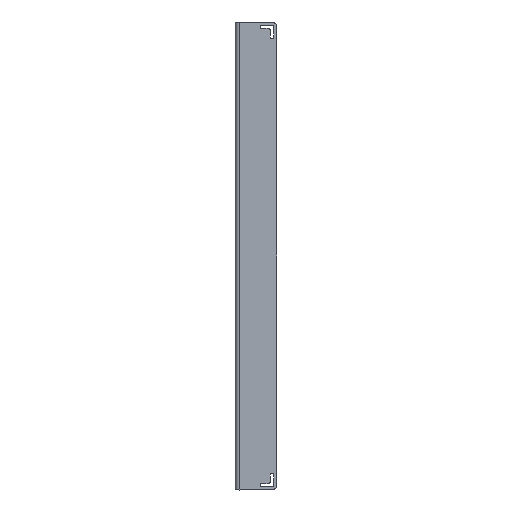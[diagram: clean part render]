
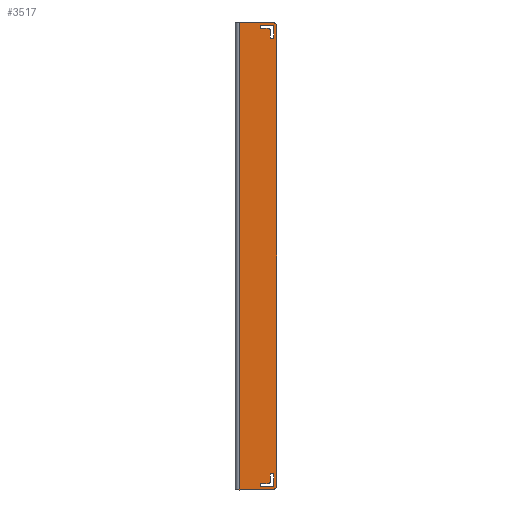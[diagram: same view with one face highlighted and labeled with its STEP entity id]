
A CAD part, left-side view. The second image highlights one B-rep face of the part: STEP entity #3517.
In plain terms, the highlighted planar face has unit normal (-1, 0, 0).
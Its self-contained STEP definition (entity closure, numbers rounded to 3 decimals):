
#68=FACE_BOUND($,#520,.T.);
#69=FACE_BOUND($,#521,.T.);
#147=PLANE($,#3850);
#293=FACE_OUTER_BOUND($,#519,.T.);
#519=EDGE_LOOP($,(#3076,#3077,#3078,#3079,#3080,#3081));
#520=EDGE_LOOP($,(#3082,#3083,#3084,#3085,#3086,#3087,#3088,#3089));
#521=EDGE_LOOP($,(#3090,#3091,#3092,#3093,#3094,#3095,#3096,#3097));
#818=LINE($,#5788,#1146);
#824=LINE($,#5802,#1152);
#839=LINE($,#5856,#1167);
#849=LINE($,#5900,#1177);
#850=LINE($,#5903,#1178);
#851=LINE($,#5907,#1179);
#852=LINE($,#5911,#1180);
#853=LINE($,#5915,#1181);
#854=LINE($,#5919,#1182);
#855=LINE($,#5923,#1183);
#856=LINE($,#5927,#1184);
#857=LINE($,#5931,#1185);
#1146=VECTOR($,#4664,145.66);
#1152=VECTOR($,#4674,10.39);
#1167=VECTOR($,#4721,148.8);
#1177=VECTOR($,#4761,10.39);
#1178=VECTOR($,#4762,3.3);
#1179=VECTOR($,#4765,3.3);
#1180=VECTOR($,#4768,2.1);
#1181=VECTOR($,#4771,2.1);
#1182=VECTOR($,#4774,3.3);
#1183=VECTOR($,#4777,2.1);
#1184=VECTOR($,#4780,2.1);
#1185=VECTOR($,#4783,3.3);
#1367=CIRCLE($,#3823,1.57);
#1390=CIRCLE($,#3851,1.57);
#1391=CIRCLE($,#3852,0.5);
#1392=CIRCLE($,#3853,0.5);
#1393=CIRCLE($,#3854,0.7);
#1394=CIRCLE($,#3855,0.5);
#1395=CIRCLE($,#3856,0.5);
#1396=CIRCLE($,#3857,0.7);
#1397=CIRCLE($,#3858,0.5);
#1398=CIRCLE($,#3859,0.5);
#1676=VERTEX_POINT($,#5782);
#1678=VERTEX_POINT($,#5786);
#1683=VERTEX_POINT($,#5799);
#1684=VERTEX_POINT($,#5801);
#1707=VERTEX_POINT($,#5855);
#1726=VERTEX_POINT($,#5898);
#1727=VERTEX_POINT($,#5901);
#1728=VERTEX_POINT($,#5902);
#1729=VERTEX_POINT($,#5904);
#1730=VERTEX_POINT($,#5906);
#1731=VERTEX_POINT($,#5908);
#1732=VERTEX_POINT($,#5910);
#1733=VERTEX_POINT($,#5912);
#1734=VERTEX_POINT($,#5914);
#1735=VERTEX_POINT($,#5917);
#1736=VERTEX_POINT($,#5918);
#1737=VERTEX_POINT($,#5920);
#1738=VERTEX_POINT($,#5922);
#1739=VERTEX_POINT($,#5924);
#1740=VERTEX_POINT($,#5926);
#1741=VERTEX_POINT($,#5928);
#1742=VERTEX_POINT($,#5930);
#2142=EDGE_CURVE($,#1678,#1676,#818,.T.);
#2149=EDGE_CURVE($,#1683,#1684,#824,.T.);
#2151=EDGE_CURVE($,#1683,#1676,#1367,.T.);
#2176=EDGE_CURVE($,#1707,#1684,#839,.T.);
#2198=EDGE_CURVE($,#1726,#1678,#1390,.T.);
#2199=EDGE_CURVE($,#1707,#1726,#849,.T.);
#2200=EDGE_CURVE($,#1727,#1728,#850,.T.);
#2201=EDGE_CURVE($,#1729,#1727,#1391,.T.);
#2202=EDGE_CURVE($,#1730,#1729,#851,.T.);
#2203=EDGE_CURVE($,#1731,#1730,#1392,.T.);
#2204=EDGE_CURVE($,#1732,#1731,#852,.T.);
#2205=EDGE_CURVE($,#1733,#1732,#1393,.T.);
#2206=EDGE_CURVE($,#1734,#1733,#853,.T.);
#2207=EDGE_CURVE($,#1728,#1734,#1394,.T.);
#2208=EDGE_CURVE($,#1735,#1736,#854,.T.);
#2209=EDGE_CURVE($,#1735,#1737,#1395,.T.);
#2210=EDGE_CURVE($,#1738,#1737,#855,.T.);
#2211=EDGE_CURVE($,#1738,#1739,#1396,.T.);
#2212=EDGE_CURVE($,#1740,#1739,#856,.T.);
#2213=EDGE_CURVE($,#1740,#1741,#1397,.T.);
#2214=EDGE_CURVE($,#1742,#1741,#857,.T.);
#2215=EDGE_CURVE($,#1742,#1736,#1398,.T.);
#3076=ORIENTED_EDGE($,*,*,#2176,.T.);
#3077=ORIENTED_EDGE($,*,*,#2149,.F.);
#3078=ORIENTED_EDGE($,*,*,#2151,.T.);
#3079=ORIENTED_EDGE($,*,*,#2142,.F.);
#3080=ORIENTED_EDGE($,*,*,#2198,.F.);
#3081=ORIENTED_EDGE($,*,*,#2199,.F.);
#3082=ORIENTED_EDGE($,*,*,#2200,.F.);
#3083=ORIENTED_EDGE($,*,*,#2201,.F.);
#3084=ORIENTED_EDGE($,*,*,#2202,.F.);
#3085=ORIENTED_EDGE($,*,*,#2203,.F.);
#3086=ORIENTED_EDGE($,*,*,#2204,.F.);
#3087=ORIENTED_EDGE($,*,*,#2205,.F.);
#3088=ORIENTED_EDGE($,*,*,#2206,.F.);
#3089=ORIENTED_EDGE($,*,*,#2207,.F.);
#3090=ORIENTED_EDGE($,*,*,#2208,.F.);
#3091=ORIENTED_EDGE($,*,*,#2209,.T.);
#3092=ORIENTED_EDGE($,*,*,#2210,.F.);
#3093=ORIENTED_EDGE($,*,*,#2211,.T.);
#3094=ORIENTED_EDGE($,*,*,#2212,.F.);
#3095=ORIENTED_EDGE($,*,*,#2213,.T.);
#3096=ORIENTED_EDGE($,*,*,#2214,.F.);
#3097=ORIENTED_EDGE($,*,*,#2215,.T.);
#3517=ADVANCED_FACE($,(#293,#68,#69),#147,.T.);
#3823=AXIS2_PLACEMENT_3D($,#5805,#4679,#4680);
#3850=AXIS2_PLACEMENT_3D($,#5897,#4757,#4758);
#3851=AXIS2_PLACEMENT_3D($,#5899,#4759,#4760);
#3852=AXIS2_PLACEMENT_3D($,#5905,#4763,#4764);
#3853=AXIS2_PLACEMENT_3D($,#5909,#4766,#4767);
#3854=AXIS2_PLACEMENT_3D($,#5913,#4769,#4770);
#3855=AXIS2_PLACEMENT_3D($,#5916,#4772,#4773);
#3856=AXIS2_PLACEMENT_3D($,#5921,#4775,#4776);
#3857=AXIS2_PLACEMENT_3D($,#5925,#4778,#4779);
#3858=AXIS2_PLACEMENT_3D($,#5929,#4781,#4782);
#3859=AXIS2_PLACEMENT_3D($,#5932,#4784,#4785);
#4664=DIRECTION($,(0.,0.,-1.));
#4674=DIRECTION($,(0.,1.,0.));
#4679=DIRECTION('center_axis',(-1.,0.,
0.));
#4680=DIRECTION('ref_axis',(0.,1.,0.));
#4721=DIRECTION($,(0.,0.,-1.));
#4757=DIRECTION('center_axis',(-1.,0.,
0.));
#4758=DIRECTION('ref_axis',(0.,1.,0.));
#4759=DIRECTION('center_axis',(1.,0.,
0.));
#4760=DIRECTION('ref_axis',(0.,-1.,0.));
#4761=DIRECTION($,(0.,-1.,0.));
#4762=DIRECTION($,(0.,0.,1.));
#4763=DIRECTION('center_axis',(-1.,0.,
0.));
#4764=DIRECTION('ref_axis',(0.,1.,0.));
#4765=DIRECTION($,(0.,-1.,0.));
#4766=DIRECTION('center_axis',(-1.,0.,
0.));
#4767=DIRECTION('ref_axis',(0.,1.,0.));
#4768=DIRECTION($,(0.,1.,0.));
#4769=DIRECTION('center_axis',(1.,0.,
0.));
#4770=DIRECTION('ref_axis',(0.,-1.,0.));
#4771=DIRECTION($,(0.,0.,-1.));
#4772=DIRECTION('center_axis',(-1.,0.,
0.));
#4773=DIRECTION('ref_axis',(0.,1.,0.));
#4774=DIRECTION($,(0.,0.,1.));
#4775=DIRECTION('center_axis',(1.,0.,
0.));
#4776=DIRECTION('ref_axis',(0.,1.,0.));
#4777=DIRECTION($,(0.,0.,-1.));
#4778=DIRECTION('center_axis',(-1.,0.,
0.));
#4779=DIRECTION('ref_axis',(0.,1.,0.));
#4780=DIRECTION($,(0.,-1.,0.));
#4781=DIRECTION('center_axis',(1.,0.,
0.));
#4782=DIRECTION('ref_axis',(0.,1.,0.));
#4783=DIRECTION($,(0.,1.,0.));
#4784=DIRECTION('center_axis',(1.,0.,
0.));
#4785=DIRECTION('ref_axis',(0.,1.,0.));
#5782=CARTESIAN_POINT('',(382.556,-67.15,-235.525));
#5786=CARTESIAN_POINT('',(382.556,-67.15,-89.865));
#5788=CARTESIAN_POINT($,(382.556,-67.15,-88.295));
#5799=CARTESIAN_POINT('',(382.556,-65.58,-237.095));
#5801=CARTESIAN_POINT('',(382.556,-55.19,-237.095));
#5802=CARTESIAN_POINT($,(382.556,-437.896,-237.095));
#5805=CARTESIAN_POINT('Origin',(382.556,-65.58,-235.525));
#5855=CARTESIAN_POINT('',(382.556,-55.19,-88.295));
#5856=CARTESIAN_POINT($,(382.556,-55.19,0.));
#5897=CARTESIAN_POINT('Origin',(382.556,-36.28,-162.095));
#5898=CARTESIAN_POINT('',(382.556,-65.58,-88.295));
#5899=CARTESIAN_POINT('Origin',(382.556,-65.58,-89.865));
#5900=CARTESIAN_POINT($,(382.556,0.,-88.295));
#5901=CARTESIAN_POINT('',(382.556,-66.15,-235.595));
#5902=CARTESIAN_POINT('',(382.556,-66.15,-232.295));
#5903=CARTESIAN_POINT($,(382.556,-66.15,-233.505));
#5904=CARTESIAN_POINT('',(382.556,-65.65,-236.095));
#5905=CARTESIAN_POINT('Origin',(382.556,-65.65,-235.595));
#5906=CARTESIAN_POINT('',(382.556,-62.35,-236.095));
#5907=CARTESIAN_POINT($,(382.556,-54.11,-236.095));
#5908=CARTESIAN_POINT('',(382.556,-62.35,-235.095));
#5909=CARTESIAN_POINT('Origin',(382.556,-62.35,-235.595));
#5910=CARTESIAN_POINT('',(382.556,-64.45,-235.095));
#5911=CARTESIAN_POINT($,(382.556,-54.11,-235.095));
#5912=CARTESIAN_POINT('',(382.556,-65.15,-234.395));
#5913=CARTESIAN_POINT('Origin',(382.556,-64.45,-234.395));
#5914=CARTESIAN_POINT('',(382.556,-65.15,-232.295));
#5915=CARTESIAN_POINT($,(382.556,-65.15,-233.505));
#5916=CARTESIAN_POINT('Origin',(382.556,-65.65,-232.295));
#5917=CARTESIAN_POINT('',(382.556,-66.15,-93.095));
#5918=CARTESIAN_POINT('',(382.556,-66.15,-89.795));
#5919=CARTESIAN_POINT($,(382.556,-66.15,-158.505));
#5920=CARTESIAN_POINT('',(382.556,-65.15,-93.095));
#5921=CARTESIAN_POINT('Origin',(382.556,-65.65,-93.095));
#5922=CARTESIAN_POINT('',(382.556,-65.15,-90.995));
#5923=CARTESIAN_POINT($,(382.556,-65.15,-158.505));
#5924=CARTESIAN_POINT('',(382.556,-64.45,-90.295));
#5925=CARTESIAN_POINT('Origin',(382.556,-64.45,-90.995));
#5926=CARTESIAN_POINT('',(382.556,-62.35,-90.295));
#5927=CARTESIAN_POINT($,(382.556,-54.11,-90.295));
#5928=CARTESIAN_POINT('',(382.556,-62.35,-89.295));
#5929=CARTESIAN_POINT('Origin',(382.556,-62.35,-89.795));
#5930=CARTESIAN_POINT('',(382.556,-65.65,-89.295));
#5931=CARTESIAN_POINT($,(382.556,-54.11,-89.295));
#5932=CARTESIAN_POINT('Origin',(382.556,-65.65,-89.795));
